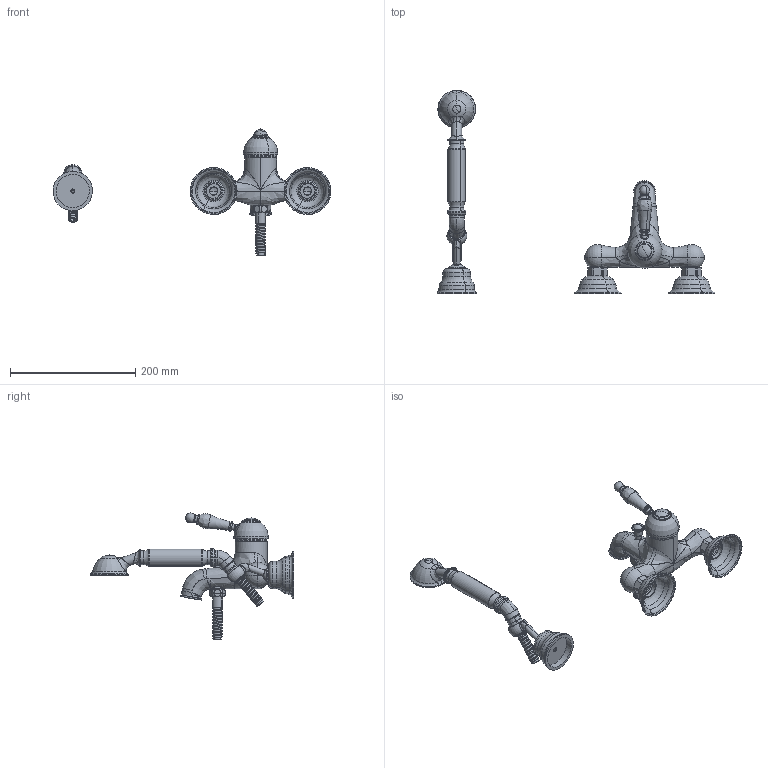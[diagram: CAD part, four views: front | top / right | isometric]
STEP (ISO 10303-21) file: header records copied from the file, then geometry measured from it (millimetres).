
FILE_DESCRIPTION(('CATIA V5 STEP Exchange','CAx-IF Rec.Pracs.--- Model Styling and Organization---1.5--- 2016-08-15','CAx-IF Rec.Pracs.---Supplemental Geometry---1.0---2011-11-01','CAx-IF Rec.Pracs.--- Composite Materials ---3.4---2017-06-13','CAx-IF Rec.Pracs.---Tessellated 3D Geometry---1.0---2015-12-17'),'2;1');
FILE_NAME('EM000120.stp','2025-11-03T13:38:17+00:00',('none'),('none'),'CATIA Version 5-6 Release 2020 SP3','CATIA V5 STEP AP242 v2','none');
FILE_SCHEMA(('AP242_MANAGED_MODEL_BASED_3D_ENGINEERING_MIM_LF {1 0 10303 442 1 1 4}'));
Length unit declared in the file: millimetre
Products named in the file (1): EM000120
Bounding box: 443.98 x 325.22 x 201.47 mm (x, y, z)
Volume: 236826.7 mm3; surface area: 200974 mm2
Topology: 28 solids, 192 shells, 1810 faces, 5163 edges, 3484 vertices
Faces by surface type: cylinder 492, cone 381, plane 360, bspline 271, torus 252, sphere 38, revolution 12, extrusion 4
Entity records: 78279 total; most frequent: CARTESIAN_POINT 38047, ORIENTED_EDGE 9472, DIRECTION 5142, EDGE_CURVE 5099, VERTEX_POINT 3476, AXIS2_PLACEMENT_3D 2813, EDGE_LOOP 2035, CIRCLE 1954
